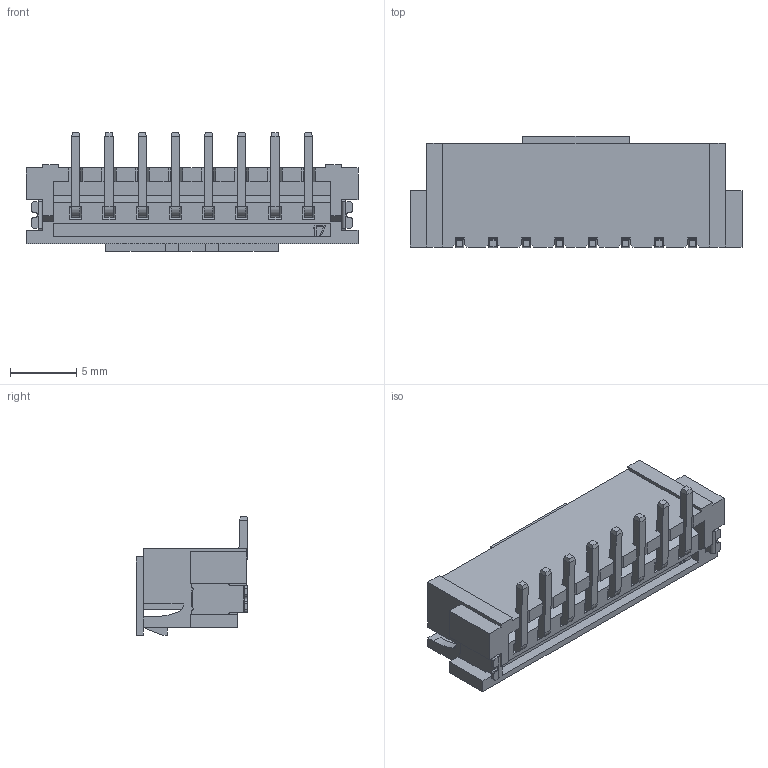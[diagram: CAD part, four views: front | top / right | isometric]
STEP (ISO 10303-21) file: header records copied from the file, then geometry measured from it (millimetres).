
FILE_DESCRIPTION((''),'2;1');
FILE_NAME('250-WTB-M-ST-SMT-CONN-2X8P','2020-07-04T',('Administrator'),(''),'PRO/ENGINEER BY PARAMETRIC TECHNOLOGY CORPORATION, 2009440','PRO/ENGINEER BY PARAMETRIC TECHNOLOGY CORPORATION, 2009440','');
FILE_SCHEMA(('CONFIG_CONTROL_DESIGN'));
Length unit declared in the file: millimetre
Products named in the file (1): 250-WTB-M-ST-SMT-CONN-2X8P
Bounding box: 25 x 8.42 x 8.96 mm (x, y, z)
Volume: 553.8 mm3; surface area: 1544.7 mm2
Topology: 1 solids, 1 shells, 566 faces, 1541 edges, 976 vertices
Faces by surface type: plane 495, cylinder 71
Entity records: 17503 total; most frequent: CARTESIAN_POINT 3105, ORIENTED_EDGE 3082, DIRECTION 2811, EDGE_CURVE 1541, VECTOR 1379, LINE 1379, VERTEX_POINT 976, AXIS2_PLACEMENT_3D 716
